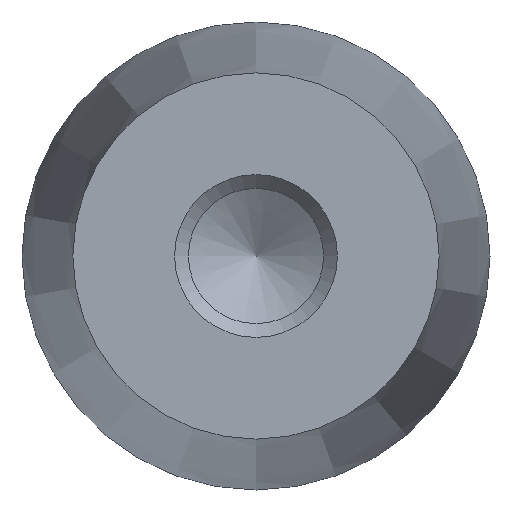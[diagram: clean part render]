
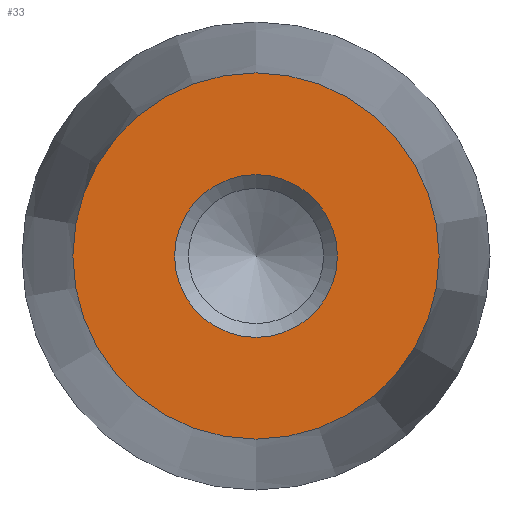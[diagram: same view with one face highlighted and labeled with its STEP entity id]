
A CAD part, front view. The second image highlights one B-rep face of the part: STEP entity #33.
In plain terms, the highlighted planar face has unit normal (0, -1, 0).
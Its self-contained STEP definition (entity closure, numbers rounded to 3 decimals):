
#33 = ADVANCED_FACE( '', ( #66, #67 ), #68, .F. );
#66 = FACE_BOUND( '', #101, .T. );
#67 = FACE_OUTER_BOUND( '', #102, .T. );
#68 = PLANE( '', #103 );
#101 = EDGE_LOOP( '', ( #132 ) );
#102 = EDGE_LOOP( '', ( #133 ) );
#103 = AXIS2_PLACEMENT_3D( '', #134, #135, #136 );
#132 = ORIENTED_EDGE( '', *, *, #171, .F. );
#133 = ORIENTED_EDGE( '', *, *, #168, .T. );
#134 = CARTESIAN_POINT( '', ( 9., 0., 0. ) );
#135 = DIRECTION( '', ( 0., 1., 0. ) );
#136 = DIRECTION( '', ( 0., 0., 1. ) );
#168 = EDGE_CURVE( '', #183, #183, #184, .T. );
#171 = EDGE_CURVE( '', #188, #188, #189, .T. );
#183 = VERTEX_POINT( '', #202 );
#184 = CIRCLE( '', #203, 9. );
#188 = VERTEX_POINT( '', #207 );
#189 = CIRCLE( '', #208, 4. );
#202 = CARTESIAN_POINT( '', ( 0., 0., -9. ) );
#203 = AXIS2_PLACEMENT_3D( '', #220, #221, #222 );
#207 = CARTESIAN_POINT( '', ( 4., 0., 0. ) );
#208 = AXIS2_PLACEMENT_3D( '', #226, #227, #228 );
#220 = CARTESIAN_POINT( '', ( 0., 0., 0. ) );
#221 = DIRECTION( '', ( 0., -1., 0. ) );
#222 = DIRECTION( '', ( 0., 0., -1. ) );
#226 = CARTESIAN_POINT( '', ( 0., 0., 0. ) );
#227 = DIRECTION( '', ( 0., -1., 0. ) );
#228 = DIRECTION( '', ( 1., 0., 0. ) );
